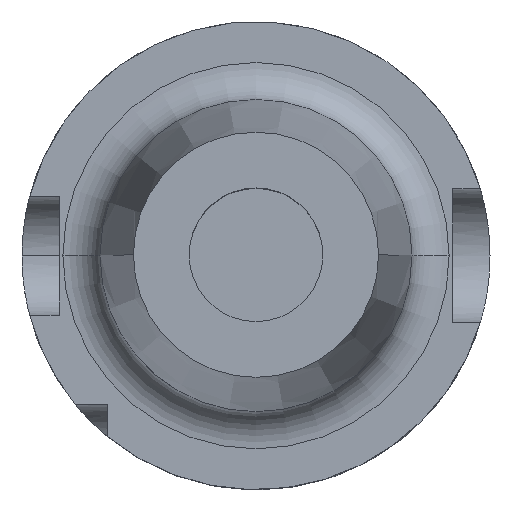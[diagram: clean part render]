
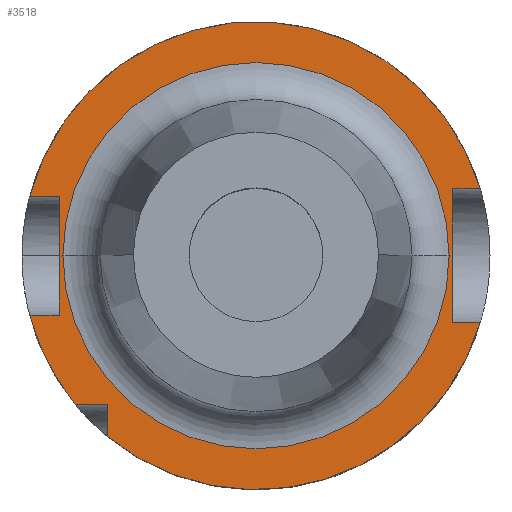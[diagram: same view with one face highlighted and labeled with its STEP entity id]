
A CAD part, top view. The second image highlights one B-rep face of the part: STEP entity #3518.
In plain terms, the highlighted planar face has unit normal (0, 0, 1).
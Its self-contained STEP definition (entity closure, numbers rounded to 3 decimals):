
#40 = CARTESIAN_POINT ( 'NONE',  ( 0., 0., 26. ) ) ;
#41 = AXIS2_PLACEMENT_3D ( 'NONE', #273, #2819, #1148 ) ;
#52 = DIRECTION ( 'NONE',  ( 0., 0., -1. ) ) ;
#87 = DIRECTION ( 'NONE',  ( 1., 0., 0. ) ) ;
#94 = CIRCLE ( 'NONE', #497, 26. ) ;
#109 = LINE ( 'NONE', #1363, #1393 ) ;
#150 = VERTEX_POINT ( 'NONE', #3059 ) ;
#162 = EDGE_CURVE ( 'NONE', #2673, #2935, #1812, .T. ) ;
#191 = CARTESIAN_POINT ( 'NONE',  ( -30.467, -8., 26. ) ) ;
#273 = CARTESIAN_POINT ( 'NONE',  ( 0., 21., 26. ) ) ;
#275 = DIRECTION ( 'NONE',  ( 0., 1., 0. ) ) ;
#324 = DIRECTION ( 'NONE',  ( -1., 0., 0. ) ) ;
#364 = ORIENTED_EDGE ( 'NONE', *, *, #2771, .F. ) ;
#406 = VECTOR ( 'NONE', #870, 1000. ) ;
#425 = EDGE_CURVE ( 'NONE', #2566, #3191, #654, .T. ) ;
#437 = EDGE_LOOP ( 'NONE', ( #566, #364, #2946, #439, #509, #3256, #1303, #3419, #2597, #994, #1444 ) ) ;
#439 = ORIENTED_EDGE ( 'NONE', *, *, #2129, .T. ) ;
#497 = AXIS2_PLACEMENT_3D ( 'NONE', #1049, #1313, #2710 ) ;
#499 = DIRECTION ( 'NONE',  ( 0., 1., 0. ) ) ;
#509 = ORIENTED_EDGE ( 'NONE', *, *, #751, .T. ) ;
#517 = LINE ( 'NONE', #2973, #3546 ) ;
#518 = ORIENTED_EDGE ( 'NONE', *, *, #1359, .T. ) ;
#536 = AXIS2_PLACEMENT_3D ( 'NONE', #721, #2679, #1017 ) ;
#566 = ORIENTED_EDGE ( 'NONE', *, *, #162, .F. ) ;
#604 = CARTESIAN_POINT ( 'NONE',  ( 0., 0., 26. ) ) ;
#645 = CARTESIAN_POINT ( 'NONE',  ( 26.5, 21., 26. ) ) ;
#651 = CARTESIAN_POINT ( 'NONE',  ( -26.5, 8., 26. ) ) ;
#654 = CIRCLE ( 'NONE', #3054, 31.5 ) ;
#721 = CARTESIAN_POINT ( 'NONE',  ( 0., 0., 26. ) ) ;
#741 = CARTESIAN_POINT ( 'NONE',  ( -26.5, -8., 26. ) ) ;
#751 = EDGE_CURVE ( 'NONE', #1377, #3574, #1584, .T. ) ;
#840 = DIRECTION ( 'NONE',  ( -1., 0., 0. ) ) ;
#864 = VECTOR ( 'NONE', #1442, 1000. ) ;
#870 = DIRECTION ( 'NONE',  ( 1., 0., 0. ) ) ;
#887 = ORIENTED_EDGE ( 'NONE', *, *, #3239, .T. ) ;
#935 = CARTESIAN_POINT ( 'NONE',  ( -20., -24.336, 26. ) ) ;
#994 = ORIENTED_EDGE ( 'NONE', *, *, #2925, .F. ) ;
#1011 = LINE ( 'NONE', #3226, #3190 ) ;
#1017 = DIRECTION ( 'NONE',  ( 1., 0., 0. ) ) ;
#1049 = CARTESIAN_POINT ( 'NONE',  ( 0., 0., 26. ) ) ;
#1064 = EDGE_CURVE ( 'NONE', #150, #3535, #1327, .T. ) ;
#1082 = CIRCLE ( 'NONE', #536, 26. ) ;
#1142 = VERTEX_POINT ( 'NONE', #741 ) ;
#1148 = DIRECTION ( 'NONE',  ( 1., 0., 0. ) ) ;
#1195 = CIRCLE ( 'NONE', #2133, 31.5 ) ;
#1200 = VERTEX_POINT ( 'NONE', #191 ) ;
#1303 = ORIENTED_EDGE ( 'NONE', *, *, #425, .F. ) ;
#1313 = DIRECTION ( 'NONE',  ( 0., 0., -1. ) ) ;
#1327 = CIRCLE ( 'NONE', #2193, 31.5 ) ;
#1359 = EDGE_CURVE ( 'NONE', #3360, #2711, #94, .T. ) ;
#1363 = CARTESIAN_POINT ( 'NONE',  ( 0., 8., 26. ) ) ;
#1377 = VERTEX_POINT ( 'NONE', #2415 ) ;
#1393 = VECTOR ( 'NONE', #840, 1000. ) ;
#1442 = DIRECTION ( 'NONE',  ( 0., 1., 0. ) ) ;
#1444 = ORIENTED_EDGE ( 'NONE', *, *, #2611, .F. ) ;
#1463 = DIRECTION ( 'NONE',  ( -1., 0., 0. ) ) ;
#1489 = CARTESIAN_POINT ( 'NONE',  ( -26., 0., 26. ) ) ;
#1521 = FACE_OUTER_BOUND ( 'NONE', #437, .T. ) ;
#1584 = LINE ( 'NONE', #645, #864 ) ;
#1656 = CARTESIAN_POINT ( 'NONE',  ( 0., -20., 26. ) ) ;
#1735 = VECTOR ( 'NONE', #1463, 1000. ) ;
#1812 = LINE ( 'NONE', #1656, #1735 ) ;
#1915 = EDGE_LOOP ( 'NONE', ( #518, #887 ) ) ;
#1954 = LINE ( 'NONE', #2827, #406 ) ;
#1961 = PLANE ( 'NONE',  #41 ) ;
#1973 = CARTESIAN_POINT ( 'NONE',  ( 0., 0., 26. ) ) ;
#1980 = DIRECTION ( 'NONE',  ( 0., 0., -1. ) ) ;
#1984 = EDGE_CURVE ( 'NONE', #1142, #2699, #517, .T. ) ;
#2001 = VECTOR ( 'NONE', #87, 1000. ) ;
#2018 = CARTESIAN_POINT ( 'NONE',  ( 0., 9., 26. ) ) ;
#2059 = DIRECTION ( 'NONE',  ( 0., 0., -1. ) ) ;
#2129 = EDGE_CURVE ( 'NONE', #150, #1377, #1011, .T. ) ;
#2133 = AXIS2_PLACEMENT_3D ( 'NONE', #40, #1980, #324 ) ;
#2163 = CARTESIAN_POINT ( 'NONE',  ( -20., 21., 26. ) ) ;
#2193 = AXIS2_PLACEMENT_3D ( 'NONE', #1973, #52, #3040 ) ;
#2208 = VECTOR ( 'NONE', #499, 1000. ) ;
#2228 = CARTESIAN_POINT ( 'NONE',  ( -30.467, 8., 26. ) ) ;
#2232 = EDGE_CURVE ( 'NONE', #2699, #2566, #109, .T. ) ;
#2415 = CARTESIAN_POINT ( 'NONE',  ( 26.5, -9., 26. ) ) ;
#2428 = FACE_BOUND ( 'NONE', #1915, .T. ) ;
#2566 = VERTEX_POINT ( 'NONE', #2228 ) ;
#2597 = ORIENTED_EDGE ( 'NONE', *, *, #1984, .F. ) ;
#2611 = EDGE_CURVE ( 'NONE', #2935, #1200, #1195, .T. ) ;
#2645 = DIRECTION ( 'NONE',  ( -1., 0., 0. ) ) ;
#2673 = VERTEX_POINT ( 'NONE', #2867 ) ;
#2679 = DIRECTION ( 'NONE',  ( 0., 0., -1. ) ) ;
#2699 = VERTEX_POINT ( 'NONE', #651 ) ;
#2710 = DIRECTION ( 'NONE',  ( 1., 0., 0. ) ) ;
#2711 = VERTEX_POINT ( 'NONE', #1489 ) ;
#2715 = CARTESIAN_POINT ( 'NONE',  ( -24.336, -20., 26. ) ) ;
#2771 = EDGE_CURVE ( 'NONE', #3535, #2673, #3673, .T. ) ;
#2819 = DIRECTION ( 'NONE',  ( 0., 0., 1. ) ) ;
#2827 = CARTESIAN_POINT ( 'NONE',  ( 0., -8., 26. ) ) ;
#2867 = CARTESIAN_POINT ( 'NONE',  ( -20., -20., 26. ) ) ;
#2925 = EDGE_CURVE ( 'NONE', #1200, #1142, #1954, .T. ) ;
#2935 = VERTEX_POINT ( 'NONE', #2715 ) ;
#2946 = ORIENTED_EDGE ( 'NONE', *, *, #1064, .F. ) ;
#2973 = CARTESIAN_POINT ( 'NONE',  ( -26.5, 21., 26. ) ) ;
#3040 = DIRECTION ( 'NONE',  ( -1., 0., 0. ) ) ;
#3054 = AXIS2_PLACEMENT_3D ( 'NONE', #604, #2059, #3377 ) ;
#3059 = CARTESIAN_POINT ( 'NONE',  ( 30.187, -9., 26. ) ) ;
#3142 = CARTESIAN_POINT ( 'NONE',  ( 26.5, 9., 26. ) ) ;
#3190 = VECTOR ( 'NONE', #2645, 1000. ) ;
#3191 = VERTEX_POINT ( 'NONE', #3578 ) ;
#3226 = CARTESIAN_POINT ( 'NONE',  ( 0., -9., 26. ) ) ;
#3239 = EDGE_CURVE ( 'NONE', #2711, #3360, #1082, .T. ) ;
#3256 = ORIENTED_EDGE ( 'NONE', *, *, #3614, .T. ) ;
#3360 = VERTEX_POINT ( 'NONE', #3400 ) ;
#3377 = DIRECTION ( 'NONE',  ( -1., 0., 0. ) ) ;
#3400 = CARTESIAN_POINT ( 'NONE',  ( 26., 0., 26. ) ) ;
#3419 = ORIENTED_EDGE ( 'NONE', *, *, #2232, .F. ) ;
#3451 = LINE ( 'NONE', #2018, #2001 ) ;
#3518 = ADVANCED_FACE ( 'NONE', ( #2428, #1521 ), #1961, .T. ) ;
#3535 = VERTEX_POINT ( 'NONE', #935 ) ;
#3546 = VECTOR ( 'NONE', #275, 1000. ) ;
#3574 = VERTEX_POINT ( 'NONE', #3142 ) ;
#3578 = CARTESIAN_POINT ( 'NONE',  ( 30.187, 9., 26. ) ) ;
#3614 = EDGE_CURVE ( 'NONE', #3574, #3191, #3451, .T. ) ;
#3673 = LINE ( 'NONE', #2163, #2208 ) ;
